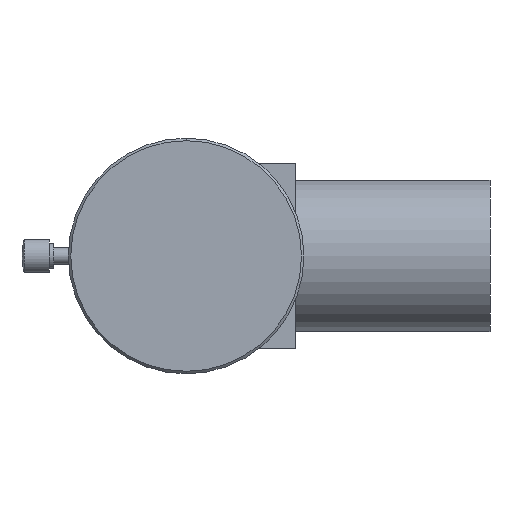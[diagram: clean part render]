
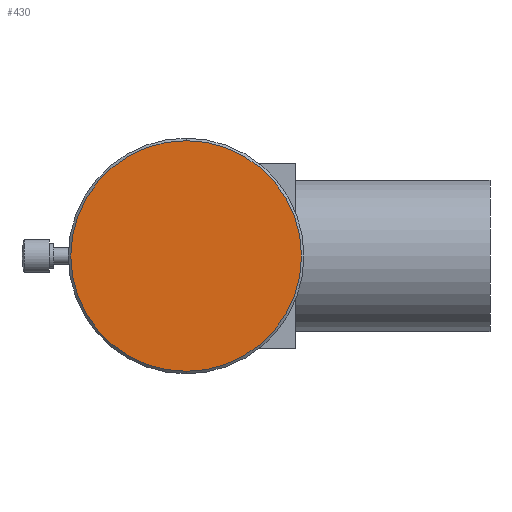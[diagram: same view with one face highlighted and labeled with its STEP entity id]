
A CAD part, left-side view. The second image highlights one B-rep face of the part: STEP entity #430.
In plain terms, the highlighted planar face has unit normal (-1, 0, 0).
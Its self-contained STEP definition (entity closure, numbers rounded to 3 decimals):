
#64 = AXIS2_PLACEMENT_3D ( 'NONE', #486, #629, #1379 ) ;
#79 = DIRECTION ( 'NONE',  ( 1., 0., 0. ) ) ;
#153 = AXIS2_PLACEMENT_3D ( 'NONE', #588, #804, #258 ) ;
#258 = DIRECTION ( 'NONE',  ( 0., 0., 1. ) ) ;
#327 = EDGE_LOOP ( 'NONE', ( #828, #1182 ) ) ;
#412 = EDGE_CURVE ( 'NONE', #1040, #1080, #738, .T. ) ;
#430 = ADVANCED_FACE ( 'NONE', ( #985 ), #1039, .F. ) ;
#486 = CARTESIAN_POINT ( 'NONE',  ( 0., 0., 0. ) ) ;
#588 = CARTESIAN_POINT ( 'NONE',  ( 0., 0., 0. ) ) ;
#629 = DIRECTION ( 'NONE',  ( -1., 0., 0. ) ) ;
#738 = CIRCLE ( 'NONE', #64, 13.7 ) ;
#804 = DIRECTION ( 'NONE',  ( -1., 0., 0. ) ) ;
#828 = ORIENTED_EDGE ( 'NONE', *, *, #1033, .T. ) ;
#900 = CARTESIAN_POINT ( 'NONE',  ( 0., 0., 13.7 ) ) ;
#985 = FACE_OUTER_BOUND ( 'NONE', #327, .T. ) ;
#1033 = EDGE_CURVE ( 'NONE', #1080, #1040, #1215, .T. ) ;
#1039 = PLANE ( 'NONE',  #1257 ) ;
#1040 = VERTEX_POINT ( 'NONE', #900 ) ;
#1080 = VERTEX_POINT ( 'NONE', #1283 ) ;
#1158 = CARTESIAN_POINT ( 'NONE',  ( 0., 0., 0. ) ) ;
#1182 = ORIENTED_EDGE ( 'NONE', *, *, #412, .T. ) ;
#1215 = CIRCLE ( 'NONE', #153, 13.7 ) ;
#1257 = AXIS2_PLACEMENT_3D ( 'NONE', #1158, #79, #1385 ) ;
#1283 = CARTESIAN_POINT ( 'NONE',  ( 0., 0., -13.7 ) ) ;
#1379 = DIRECTION ( 'NONE',  ( 0., 0., 1. ) ) ;
#1385 = DIRECTION ( 'NONE',  ( 0., 0., -1. ) ) ;
